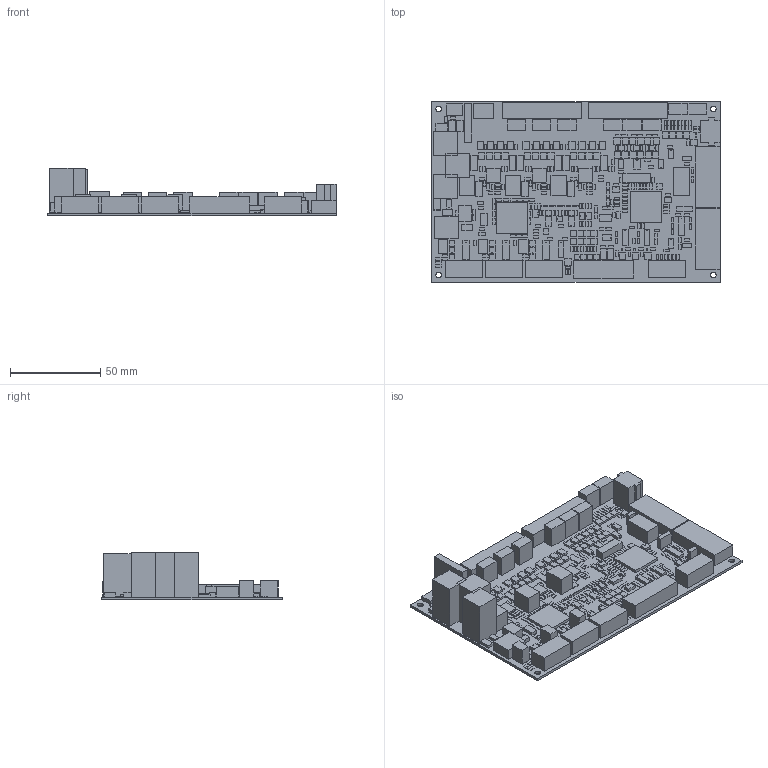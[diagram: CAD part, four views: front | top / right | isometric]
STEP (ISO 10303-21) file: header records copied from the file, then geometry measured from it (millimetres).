
FILE_DESCRIPTION(('FreeCAD Model'),'2;1');
FILE_NAME( 'TMCM-351_V12.stp', '2011-06-30T18:39:37',('FreeCAD'),('FreeCAD'), 'Open CASCADE STEP processor 6.3','FreeCAD','Unknown');
FILE_SCHEMA(('AUTOMOTIVE_DESIGN_CC2 { 1 2 10303 214 -1 1 5 4 }'));
Length unit declared in the file: millimetre
Products named in the file (98): Open CASCADE STEP translator 6.3 1; Open CASCADE STEP translator 6.3 1.1; Open CASCADE STEP translator 6.3 1.2; Open CASCADE STEP translator 6.3 1.12; Open CASCADE STEP translator 6.3 1.17; Open CASCADE STEP translator 6.3 1.19; Open CASCADE STEP translator 6.3 1.21; Open CASCADE STEP translator 6.3 1.26; Open CASCADE STEP translator 6.3 1.27; Open CASCADE STEP translator 6.3 1.29; Open CASCADE STEP translator 6.3 1.40; Open CASCADE STEP translator 6.3 1.45; Open CASCADE STEP translator 6.3 1.46; Open CASCADE STEP translator 6.3 1.47; Open CASCADE STEP translator 6.3 1.50; Open CASCADE STEP translator 6.3 1.51; Open CASCADE STEP translator 6.3 1.74; Open CASCADE STEP translator 6.3 1.78; Open CASCADE STEP translator 6.3 1.84; Open CASCADE STEP translator 6.3 1.137; Open CASCADE STEP translator 6.3 1.140; Open CASCADE STEP translator 6.3 1.144; Open CASCADE STEP translator 6.3 1.145; Open CASCADE STEP translator 6.3 1.158; Open CASCADE STEP translator 6.3 1.159; Open CASCADE STEP translator 6.3 1.160; Open CASCADE STEP translator 6.3 1.161; Open CASCADE STEP translator 6.3 1.163; Open CASCADE STEP translator 6.3 1.183; Open CASCADE STEP translator 6.3 1.189; Open CASCADE STEP translator 6.3 1.190; Open CASCADE STEP translator 6.3 1.191; Open CASCADE STEP translator 6.3 1.192; Open CASCADE STEP translator 6.3 1.193; Open CASCADE STEP translator 6.3 1.194; Open CASCADE STEP translator 6.3 1.195; Open CASCADE STEP translator 6.3 1.196; Open CASCADE STEP translator 6.3 1.197; Open CASCADE STEP translator 6.3 1.198; Open CASCADE STEP translator 6.3 1.199 ...
Assembly tree (408 placements, depth 2):
  Open CASCADE STEP translator 6.3 1
    Open CASCADE STEP translator 6.3 1.1
    Open CASCADE STEP translator 6.3 1.2  x46
    Open CASCADE STEP translator 6.3 1.12  x50
    Open CASCADE STEP translator 6.3 1.17  x2
    Open CASCADE STEP translator 6.3 1.19  x2
    Open CASCADE STEP translator 6.3 1.21
    Open CASCADE STEP translator 6.3 1.26
    Open CASCADE STEP translator 6.3 1.27  x2
    Open CASCADE STEP translator 6.3 1.29  x6
    Open CASCADE STEP translator 6.3 1.40  x3
    Open CASCADE STEP translator 6.3 1.45  x4
    Open CASCADE STEP translator 6.3 1.46  x4
    Open CASCADE STEP translator 6.3 1.47  x2
    Open CASCADE STEP translator 6.3 1.50
    Open CASCADE STEP translator 6.3 1.51
    Open CASCADE STEP translator 6.3 1.74  x3
    Open CASCADE STEP translator 6.3 1.78  x6
    Open CASCADE STEP translator 6.3 1.84  x3
    Open CASCADE STEP translator 6.3 1.137
    Open CASCADE STEP translator 6.3 1.140  x25
    Open CASCADE STEP translator 6.3 1.144  x2
    Open CASCADE STEP translator 6.3 1.145
    Open CASCADE STEP translator 6.3 1.158
    Open CASCADE STEP translator 6.3 1.159
    Open CASCADE STEP translator 6.3 1.160  x3
    Open CASCADE STEP translator 6.3 1.161
    Open CASCADE STEP translator 6.3 1.163  x12
    Open CASCADE STEP translator 6.3 1.183  x3
    Open CASCADE STEP translator 6.3 1.189
    Open CASCADE STEP translator 6.3 1.190
    Open CASCADE STEP translator 6.3 1.191
    Open CASCADE STEP translator 6.3 1.192
    Open CASCADE STEP translator 6.3 1.193
    Open CASCADE STEP translator 6.3 1.194
    Open CASCADE STEP translator 6.3 1.195
    Open CASCADE STEP translator 6.3 1.196  x3
    Open CASCADE STEP translator 6.3 1.197
    Open CASCADE STEP translator 6.3 1.198  x2
    Open CASCADE STEP translator 6.3 1.199
    Open CASCADE STEP translator 6.3 1.201
    Open CASCADE STEP translator 6.3 1.202
    Open CASCADE STEP translator 6.3 1.203
    Open CASCADE STEP translator 6.3 1.205  x3
    Open CASCADE STEP translator 6.3 1.207  x2
    Open CASCADE STEP translator 6.3 1.208  x3
    Open CASCADE STEP translator 6.3 1.214  x3
    Open CASCADE STEP translator 6.3 1.217
    Open CASCADE STEP translator 6.3 1.218
    Open CASCADE STEP translator 6.3 1.219
    Open CASCADE STEP translator 6.3 1.220  x2
    Open CASCADE STEP translator 6.3 1.222  x2
    Open CASCADE STEP translator 6.3 1.224
    Open CASCADE STEP translator 6.3 1.225
    Open CASCADE STEP translator 6.3 1.226  x19
    Open CASCADE STEP translator 6.3 1.238  x10
    Open CASCADE STEP translator 6.3 1.239  x17
    Open CASCADE STEP translator 6.3 1.240  x8
    Open CASCADE STEP translator 6.3 1.242  x7
    Open CASCADE STEP translator 6.3 1.244  x4
Bounding box: 160 x 100 x 26.58 mm (x, y, z)
Volume: 83159 mm3; surface area: 73804.2 mm2
Topology: 408 solids, 408 shells, 2685 faces, 5607 edges, 3738 vertices
Faces by surface type: plane 2675, cylinder 10
Full cylindrical faces by diameter (mm): 2.4 x2, 3 x4, 3.2 x4
Entity records: 42044 total; most frequent: CARTESIAN_POINT 6711, DIRECTION 6695, LINE 4451, VECTOR 4451, ORIENTED_EDGE 2994, PCURVE 2994, DEFINITIONAL_REPRESENTATION 2994, EDGE_CURVE 1497
